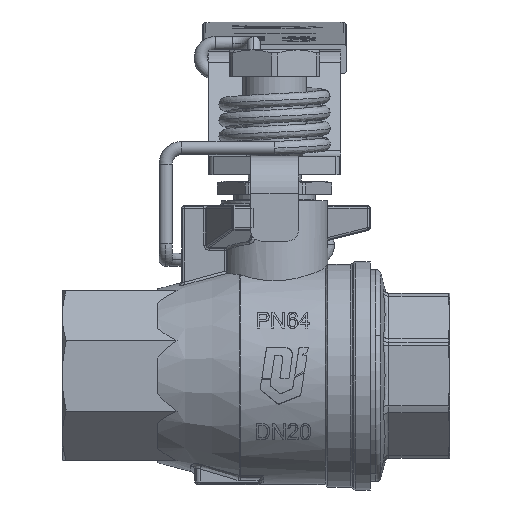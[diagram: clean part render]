
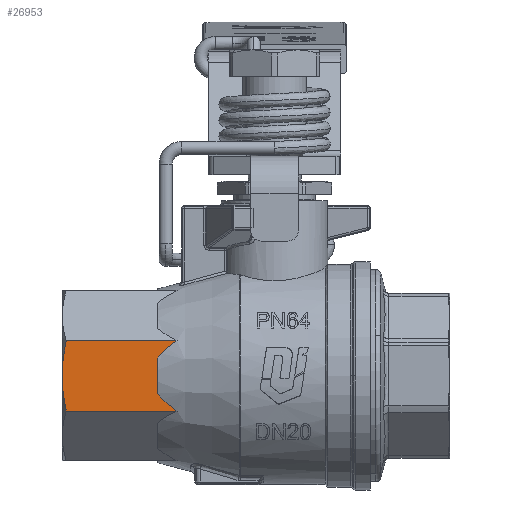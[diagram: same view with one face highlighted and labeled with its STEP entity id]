
A CAD part, front view. The second image highlights one B-rep face of the part: STEP entity #26953.
In plain terms, the highlighted planar face has unit normal (0, -1, 0).
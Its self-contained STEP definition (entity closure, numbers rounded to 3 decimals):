
#25851=CARTESIAN_POINT('',(-18.463,-16.,6.627));
#25852=VERTEX_POINT('',#25851);
#25859=CARTESIAN_POINT('',(-22.089,-16.,3.349));
#25860=VERTEX_POINT('',#25859);
#25861=CARTESIAN_POINT('',(-18.463,-16.,6.627));
#25862=CARTESIAN_POINT('',(-20.872,-16.,4.941));
#25863=CARTESIAN_POINT('',(-22.089,-16.,3.349));
#25864=(BOUNDED_CURVE()
B_SPLINE_CURVE(2,(#25861,#25862,#25863),.UNSPECIFIED.,.F.,.F.)
B_SPLINE_CURVE_WITH_KNOTS((3,3),(1.15,1.828),.UNSPECIFIED.)
CURVE()
GEOMETRIC_REPRESENTATION_ITEM()
RATIONAL_B_SPLINE_CURVE((1.016,1.013,1.))
REPRESENTATION_ITEM(''));
#25865=EDGE_CURVE('',#25852,#25860,#25864,.T.);
#25867=CARTESIAN_POINT('',(-22.089,-16.,-3.349));
#25868=VERTEX_POINT('',#25867);
#25876=CARTESIAN_POINT('',(-18.463,-16.,-6.627));
#25877=VERTEX_POINT('',#25876);
#25878=CARTESIAN_POINT('',(-22.089,-16.,-3.349));
#25879=CARTESIAN_POINT('',(-20.872,-16.,-4.941));
#25880=CARTESIAN_POINT('',(-18.463,-16.,-6.627));
#25881=(BOUNDED_CURVE()
B_SPLINE_CURVE(2,(#25878,#25879,#25880),.UNSPECIFIED.,.F.,.F.)
B_SPLINE_CURVE_WITH_KNOTS((3,3),(0.,0.678),.UNSPECIFIED.)
CURVE()
GEOMETRIC_REPRESENTATION_ITEM()
RATIONAL_B_SPLINE_CURVE((1.,1.013,1.016))
REPRESENTATION_ITEM(''));
#25882=EDGE_CURVE('',#25868,#25877,#25881,.T.);
#26531=CARTESIAN_POINT('',(-39.328,-16.,6.627));
#26532=VERTEX_POINT('',#26531);
#26533=CARTESIAN_POINT('',(-40.089,-16.,-0.));
#26534=VERTEX_POINT('',#26533);
#26535=CARTESIAN_POINT('',(-39.328,-16.,6.627));
#26536=CARTESIAN_POINT('',(-40.089,-16.,3.183));
#26537=CARTESIAN_POINT('',(-40.089,-16.,-0.));
#26538=(BOUNDED_CURVE()
B_SPLINE_CURVE(2,(#26535,#26536,#26537),.UNSPECIFIED.,.F.,.F.)
B_SPLINE_CURVE_WITH_KNOTS((3,3),(1.051,1.822),.UNSPECIFIED.)
CURVE()
GEOMETRIC_REPRESENTATION_ITEM()
RATIONAL_B_SPLINE_CURVE((1.056,1.049,1.))
REPRESENTATION_ITEM(''));
#26539=EDGE_CURVE('',#26532,#26534,#26538,.T.);
#26564=CARTESIAN_POINT('',(-39.328,-16.,-6.627));
#26565=VERTEX_POINT('',#26564);
#26574=CARTESIAN_POINT('',(-40.089,-16.,-0.));
#26575=CARTESIAN_POINT('',(-40.089,-16.,-3.183));
#26576=CARTESIAN_POINT('',(-39.328,-16.,-6.627));
#26577=(BOUNDED_CURVE()
B_SPLINE_CURVE(2,(#26574,#26575,#26576),.UNSPECIFIED.,.F.,.F.)
B_SPLINE_CURVE_WITH_KNOTS((3,3),(1.822,2.594),.UNSPECIFIED.)
CURVE()
GEOMETRIC_REPRESENTATION_ITEM()
RATIONAL_B_SPLINE_CURVE((1.,1.049,1.056))
REPRESENTATION_ITEM(''));
#26578=EDGE_CURVE('',#26534,#26565,#26577,.T.);
#26899=CARTESIAN_POINT('',(-39.328,-16.,-6.627));
#26900=DIRECTION('',(1.,-0.,-0.));
#26901=VECTOR('',#26900,20.865);
#26902=LINE('',#26899,#26901);
#26903=EDGE_CURVE('',#26565,#25877,#26902,.T.);
#26929=CARTESIAN_POINT('',(-40.089,-16.,-6.627));
#26930=DIRECTION('',(-0.,-1.,-0.));
#26931=DIRECTION('',(0.,0.,-1.));
#26932=AXIS2_PLACEMENT_3D('',#26929,#26930,#26931);
#26933=PLANE('',#26932);
#26934=ORIENTED_EDGE('',*,*,#26578,.T.);
#26935=ORIENTED_EDGE('',*,*,#26903,.T.);
#26936=ORIENTED_EDGE('',*,*,#25882,.F.);
#26937=CARTESIAN_POINT('',(-22.089,-16.,3.349));
#26938=DIRECTION('',(0.,0.,-1.));
#26939=VECTOR('',#26938,6.698);
#26940=LINE('',#26937,#26939);
#26941=EDGE_CURVE('',#25860,#25868,#26940,.T.);
#26942=ORIENTED_EDGE('',*,*,#26941,.F.);
#26943=ORIENTED_EDGE('',*,*,#25865,.F.);
#26944=CARTESIAN_POINT('',(-39.328,-16.,6.627));
#26945=DIRECTION('',(1.,-0.,0.));
#26946=VECTOR('',#26945,20.865);
#26947=LINE('',#26944,#26946);
#26948=EDGE_CURVE('',#26532,#25852,#26947,.T.);
#26949=ORIENTED_EDGE('',*,*,#26948,.F.);
#26950=ORIENTED_EDGE('',*,*,#26539,.T.);
#26951=EDGE_LOOP('',(#26934,#26935,#26936,#26942,#26943,#26949,#26950));
#26952=FACE_BOUND('',#26951,.T.);
#26953=ADVANCED_FACE('',(#26952),#26933,.T.);
